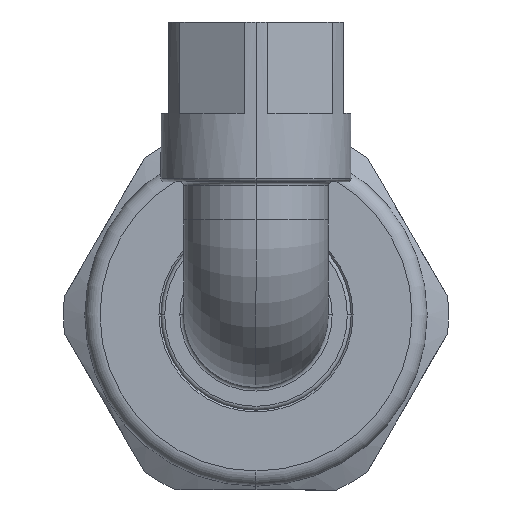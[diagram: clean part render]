
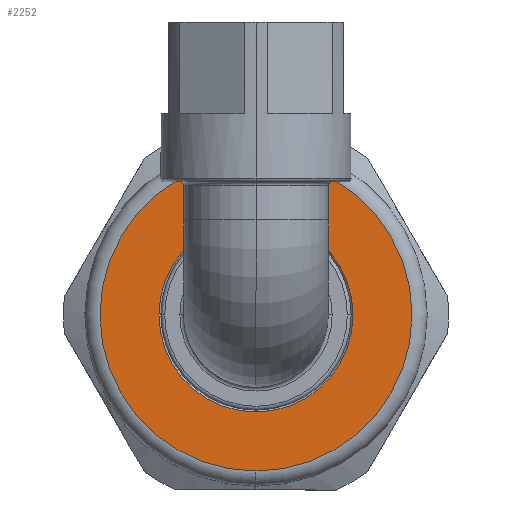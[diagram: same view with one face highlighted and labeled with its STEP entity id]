
A CAD part, left-side view. The second image highlights one B-rep face of the part: STEP entity #2252.
In plain terms, the highlighted planar face has unit normal (-1, 0, 0).
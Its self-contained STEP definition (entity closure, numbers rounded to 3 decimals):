
#26 = AXIS2_PLACEMENT_3D ( 'NONE', #1347, #2288, #2058 ) ;
#161 = CARTESIAN_POINT ( 'NONE',  ( -6.12, 0., 0. ) ) ;
#276 = CIRCLE ( 'NONE', #2809, 20.5 ) ;
#494 = EDGE_CURVE ( 'NONE', #1847, #2574, #2010, .T. ) ;
#606 = DIRECTION ( 'NONE',  ( 0., 0., 1. ) ) ;
#618 = PLANE ( 'NONE',  #695 ) ;
#684 = CIRCLE ( 'NONE', #1735, 12.75 ) ;
#695 = AXIS2_PLACEMENT_3D ( 'NONE', #161, #2456, #606 ) ;
#799 = CIRCLE ( 'NONE', #26, 20.5 ) ;
#959 = CARTESIAN_POINT ( 'NONE',  ( -6.12, 0., 0. ) ) ;
#960 = ORIENTED_EDGE ( 'NONE', *, *, #1422, .F. ) ;
#1137 = CARTESIAN_POINT ( 'NONE',  ( -6.12, 0., 12.75 ) ) ;
#1347 = CARTESIAN_POINT ( 'NONE',  ( -6.12, 0., 0. ) ) ;
#1398 = FACE_OUTER_BOUND ( 'NONE', #1975, .T. ) ;
#1422 = EDGE_CURVE ( 'NONE', #2056, #2949, #799, .T. ) ;
#1607 = CARTESIAN_POINT ( 'NONE',  ( -6.12, 0., 0. ) ) ;
#1656 = DIRECTION ( 'NONE',  ( 0., 0., -1. ) ) ;
#1735 = AXIS2_PLACEMENT_3D ( 'NONE', #1607, #2091, #2312 ) ;
#1813 = CARTESIAN_POINT ( 'NONE',  ( -6.12, 0., 0. ) ) ;
#1847 = VERTEX_POINT ( 'NONE', #1137 ) ;
#1919 = DIRECTION ( 'NONE',  ( 0., 0., -1. ) ) ;
#1974 = EDGE_CURVE ( 'NONE', #2574, #1847, #684, .T. ) ;
#1975 = EDGE_LOOP ( 'NONE', ( #960, #2220 ) ) ;
#2010 = CIRCLE ( 'NONE', #2078, 12.75 ) ;
#2056 = VERTEX_POINT ( 'NONE', #2881 ) ;
#2058 = DIRECTION ( 'NONE',  ( 0., 0., -1. ) ) ;
#2078 = AXIS2_PLACEMENT_3D ( 'NONE', #1813, #2575, #1656 ) ;
#2091 = DIRECTION ( 'NONE',  ( 1., 0., 0. ) ) ;
#2220 = ORIENTED_EDGE ( 'NONE', *, *, #2540, .F. ) ;
#2252 = ADVANCED_FACE ( 'NONE', ( #2294, #1398 ), #618, .T. ) ;
#2288 = DIRECTION ( 'NONE',  ( 1., 0., 0. ) ) ;
#2294 = FACE_BOUND ( 'NONE', #2937, .T. ) ;
#2312 = DIRECTION ( 'NONE',  ( 0., 0., -1. ) ) ;
#2456 = DIRECTION ( 'NONE',  ( -1., 0., 0. ) ) ;
#2540 = EDGE_CURVE ( 'NONE', #2949, #2056, #276, .T. ) ;
#2574 = VERTEX_POINT ( 'NONE', #2603 ) ;
#2575 = DIRECTION ( 'NONE',  ( 1., 0., 0. ) ) ;
#2590 = ORIENTED_EDGE ( 'NONE', *, *, #1974, .T. ) ;
#2603 = CARTESIAN_POINT ( 'NONE',  ( -6.12, 0., -12.75 ) ) ;
#2809 = AXIS2_PLACEMENT_3D ( 'NONE', #959, #2871, #1919 ) ;
#2868 = ORIENTED_EDGE ( 'NONE', *, *, #494, .T. ) ;
#2871 = DIRECTION ( 'NONE',  ( 1., 0., 0. ) ) ;
#2881 = CARTESIAN_POINT ( 'NONE',  ( -6.12, 0., -20.5 ) ) ;
#2937 = EDGE_LOOP ( 'NONE', ( #2590, #2868 ) ) ;
#2949 = VERTEX_POINT ( 'NONE', #2978 ) ;
#2978 = CARTESIAN_POINT ( 'NONE',  ( -6.12, 0., 20.5 ) ) ;
